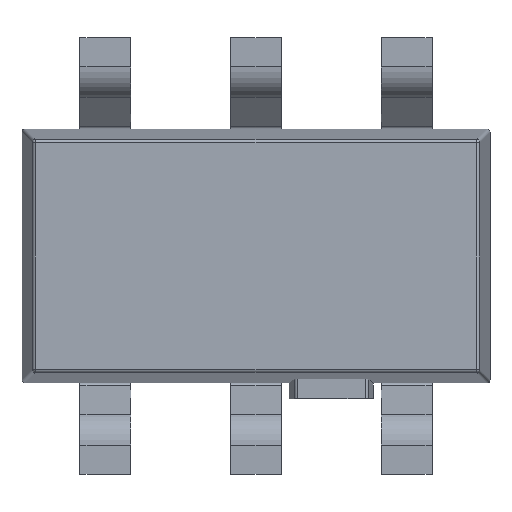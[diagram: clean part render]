
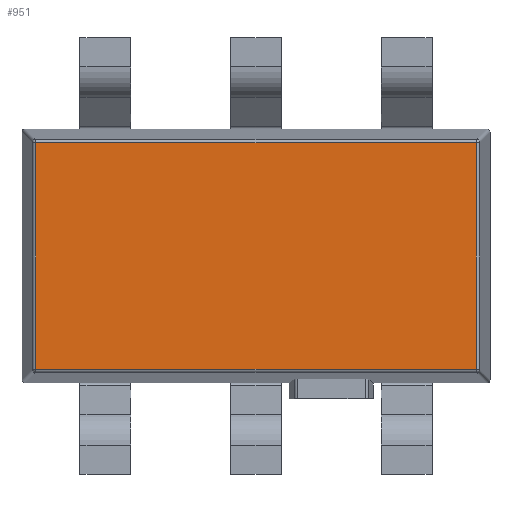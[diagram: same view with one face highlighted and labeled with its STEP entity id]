
A CAD part, front view. The second image highlights one B-rep face of the part: STEP entity #951.
In plain terms, the highlighted face is planar.
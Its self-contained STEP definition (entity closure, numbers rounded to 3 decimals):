
#5 = PLANE ( 'NONE',  #3474 ) ;
#12 = EDGE_LOOP ( 'NONE', ( #598, #3340, #2629, #2577 ) ) ;
#62 = VERTEX_POINT ( 'NONE', #2327 ) ;
#110 = CARTESIAN_POINT ( 'NONE',  ( 0., 0.55, 0. ) ) ;
#139 = DIRECTION ( 'NONE',  ( 0., -1., 0. ) ) ;
#160 = EDGE_CURVE ( 'NONE', #1458, #1733, #2563, .T. ) ;
#236 = DIRECTION ( 'NONE',  ( 0., 0., -1. ) ) ;
#352 = EDGE_CURVE ( 'NONE', #1157, #1458, #1260, .T. ) ;
#411 = VECTOR ( 'NONE', #3516, 1000. ) ;
#497 = CARTESIAN_POINT ( 'NONE',  ( 0., 0.55, -0.085 ) ) ;
#598 = ORIENTED_EDGE ( 'NONE', *, *, #352, .T. ) ;
#837 = DIRECTION ( 'NONE',  ( -1., 0., 0. ) ) ;
#854 = CARTESIAN_POINT ( 'NONE',  ( 0., 0.55, -1.515 ) ) ;
#951 = ADVANCED_FACE ( 'NONE', ( #2078 ), #5, .F. ) ;
#1157 = VERTEX_POINT ( 'NONE', #2506 ) ;
#1258 = VECTOR ( 'NONE', #3342, 1000. ) ;
#1260 = LINE ( 'NONE', #2920, #2627 ) ;
#1458 = VERTEX_POINT ( 'NONE', #2925 ) ;
#1531 = CARTESIAN_POINT ( 'NONE',  ( 0.085, 0.55, 0. ) ) ;
#1733 = VERTEX_POINT ( 'NONE', #2792 ) ;
#1890 = VECTOR ( 'NONE', #837, 1000. ) ;
#2078 = FACE_OUTER_BOUND ( 'NONE', #12, .T. ) ;
#2327 = CARTESIAN_POINT ( 'NONE',  ( 0.085, 0.55, -0.085 ) ) ;
#2506 = CARTESIAN_POINT ( 'NONE',  ( 2.865, 0.55, -0.085 ) ) ;
#2563 = LINE ( 'NONE', #854, #1890 ) ;
#2577 = ORIENTED_EDGE ( 'NONE', *, *, #3307, .T. ) ;
#2622 = LINE ( 'NONE', #1531, #411 ) ;
#2625 = LINE ( 'NONE', #497, #1258 ) ;
#2627 = VECTOR ( 'NONE', #2664, 1000. ) ;
#2629 = ORIENTED_EDGE ( 'NONE', *, *, #3676, .T. ) ;
#2664 = DIRECTION ( 'NONE',  ( 0., 0., -1. ) ) ;
#2792 = CARTESIAN_POINT ( 'NONE',  ( 0.085, 0.55, -1.515 ) ) ;
#2920 = CARTESIAN_POINT ( 'NONE',  ( 2.865, 0.55, 0. ) ) ;
#2925 = CARTESIAN_POINT ( 'NONE',  ( 2.865, 0.55, -1.515 ) ) ;
#3307 = EDGE_CURVE ( 'NONE', #62, #1157, #2625, .T. ) ;
#3340 = ORIENTED_EDGE ( 'NONE', *, *, #160, .T. ) ;
#3342 = DIRECTION ( 'NONE',  ( 1., 0., 0. ) ) ;
#3474 = AXIS2_PLACEMENT_3D ( 'NONE', #110, #139, #236 ) ;
#3516 = DIRECTION ( 'NONE',  ( 0., 0., 1. ) ) ;
#3676 = EDGE_CURVE ( 'NONE', #1733, #62, #2622, .T. ) ;
